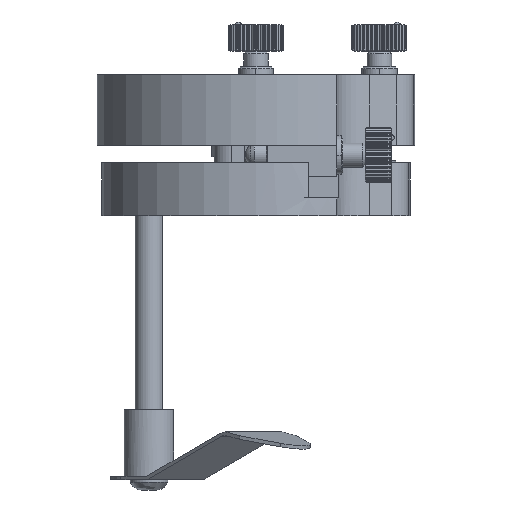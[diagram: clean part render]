
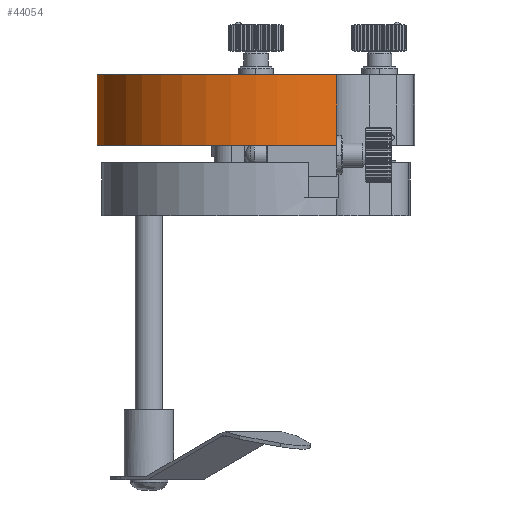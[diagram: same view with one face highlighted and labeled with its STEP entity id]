
A CAD part, left-side view. The second image highlights one B-rep face of the part: STEP entity #44054.
In plain terms, the highlighted cylindrical face has radius 22.86 mm (diameter 45.72 mm), a partial arc.
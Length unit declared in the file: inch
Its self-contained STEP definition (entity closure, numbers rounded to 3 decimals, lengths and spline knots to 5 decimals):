
#30953=CARTESIAN_POINT('',(0.,0.,0.));
#30954=DIRECTION('',(0.,0.,-1.));
#30955=DIRECTION('',(-0.861,-0.509,0.));
#30956=AXIS2_PLACEMENT_3D('',#30953,#30954,#30955);
#31127=CARTESIAN_POINT('',(0.,0.,0.));
#31128=DIRECTION('',(0.,0.,-1.));
#31129=DIRECTION('',(-1.,0.,0.));
#31130=AXIS2_PLACEMENT_3D('',#31127,#31128,#31129);
#31297=DIRECTION('',(0.,0.,-1.));
#31298=VECTOR('',#31297,0.4);
#31299=CARTESIAN_POINT('',(0.17446,0.88293,0.4));
#31300=LINE('',#31299,#31298);
#31304=DIRECTION('',(0.,0.,1.));
#31305=VECTOR('',#31304,0.4);
#31306=CARTESIAN_POINT('',(-0.77475,-0.458,0.));
#31307=LINE('',#31306,#31305);
#31898=CARTESIAN_POINT('',(0.,0.,0.4));
#31899=DIRECTION('',(0.,0.,1.));
#31900=DIRECTION('',(0.194,0.981,0.));
#31901=AXIS2_PLACEMENT_3D('',#31898,#31899,#31900);
#31976=CARTESIAN_POINT('',(0.,0.,0.4));
#31977=DIRECTION('',(0.,0.,1.));
#31978=DIRECTION('',(-1.,0.,0.));
#31979=AXIS2_PLACEMENT_3D('',#31976,#31977,#31978);
#39822=CARTESIAN_POINT('',(-0.77475,-0.458,0.));
#39823=CARTESIAN_POINT('',(-0.9,0.,0.));
#39824=VERTEX_POINT('',#39822);
#39825=VERTEX_POINT('',#39823);
#39830=CARTESIAN_POINT('',(0.17446,0.88293,0.));
#39831=VERTEX_POINT('',#39830);
#39846=CARTESIAN_POINT('',(-0.77475,-0.458,0.4));
#39847=VERTEX_POINT('',#39846);
#39864=CARTESIAN_POINT('',(0.17446,0.88293,0.4));
#39865=VERTEX_POINT('',#39864);
#39870=CARTESIAN_POINT('',(-0.9,0.,0.4));
#39871=VERTEX_POINT('',#39870);
#44037=CARTESIAN_POINT('',(0.,0.,0.));
#44038=DIRECTION('',(0.,0.,1.));
#44039=DIRECTION('',(1.,0.,0.));
#44040=AXIS2_PLACEMENT_3D('',#44037,#44038,#44039);
#44041=CYLINDRICAL_SURFACE('',#44040,0.9);
#44042=ORIENTED_EDGE('',*,*,#43980,.T.);
#44044=ORIENTED_EDGE('',*,*,#44043,.F.);
#44046=ORIENTED_EDGE('',*,*,#44045,.T.);
#44048=ORIENTED_EDGE('',*,*,#44047,.T.);
#44050=ORIENTED_EDGE('',*,*,#44049,.F.);
#44051=ORIENTED_EDGE('',*,*,#43930,.T.);
#44052=EDGE_LOOP('',(#44042,#44044,#44046,#44048,#44050,#44051));
#44053=FACE_OUTER_BOUND('',#44052,.F.);
#30957=CIRCLE('',#30956,0.9);
#31131=CIRCLE('',#31130,0.9);
#31902=CIRCLE('',#31901,0.9);
#31980=CIRCLE('',#31979,0.9);
#43930=EDGE_CURVE('',#39824,#39825,#30957,.T.);
#43980=EDGE_CURVE('',#39825,#39831,#31131,.T.);
#44043=EDGE_CURVE('',#39865,#39831,#31300,.T.);
#44045=EDGE_CURVE('',#39865,#39871,#31902,.T.);
#44047=EDGE_CURVE('',#39871,#39847,#31980,.T.);
#44049=EDGE_CURVE('',#39824,#39847,#31307,.T.);
#44054=ADVANCED_FACE('',(#44053),#44041,.T.);
